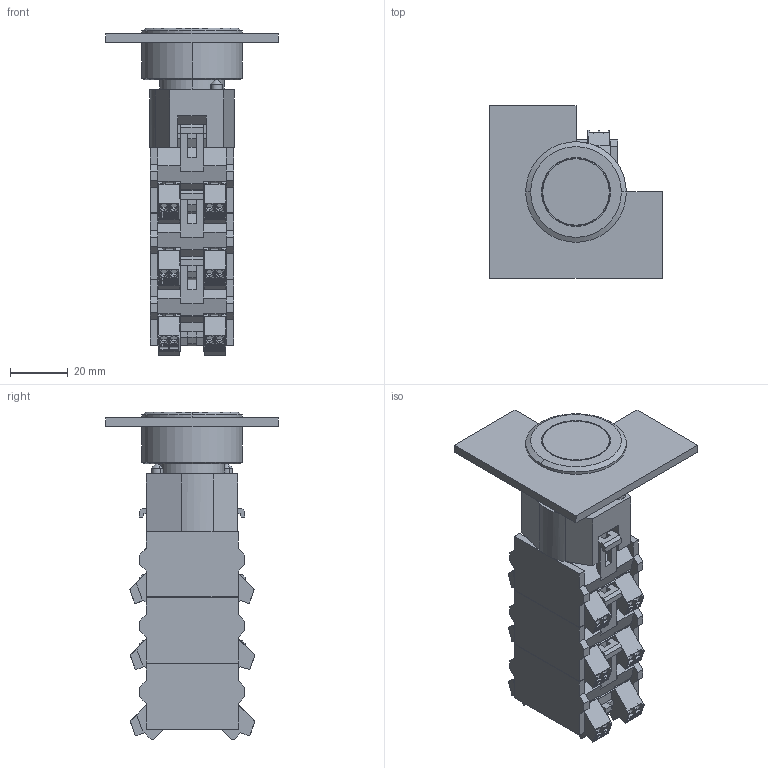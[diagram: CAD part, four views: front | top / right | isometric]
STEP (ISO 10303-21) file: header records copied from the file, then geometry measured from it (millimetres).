
FILE_DESCRIPTION (( 'STEP AP214' ), '1' );
FILE_NAME ('default.step.step', '2011-05-23T05:56:44', ( 'SysAdmin' ), ( 'SolidWorks' ), 'SwSTEP 2.0', 'SolidWorks 2011', '' );
FILE_SCHEMA (( 'AUTOMOTIVE_DESIGN' ));
Length unit declared in the file: millimetre
Products named in the file (1): default.step
Bounding box: 60 x 60 x 114.01 mm (x, y, z)
Volume: 90179.3 mm3; surface area: 61040.2 mm2
Topology: 31 solids, 37 shells, 2100 faces, 5682 edges, 3748 vertices
Faces by surface type: plane 1512, cylinder 462, cone 104, torus 22
Entity records: 89046 total; most frequent: CARTESIAN_POINT 12323, ORIENTED_EDGE 11364, DIRECTION 10716, EDGE_CURVE 5682, LINE 4322, VECTOR 4322, VERTEX_POINT 3748, AXIS2_PLACEMENT_3D 3197
